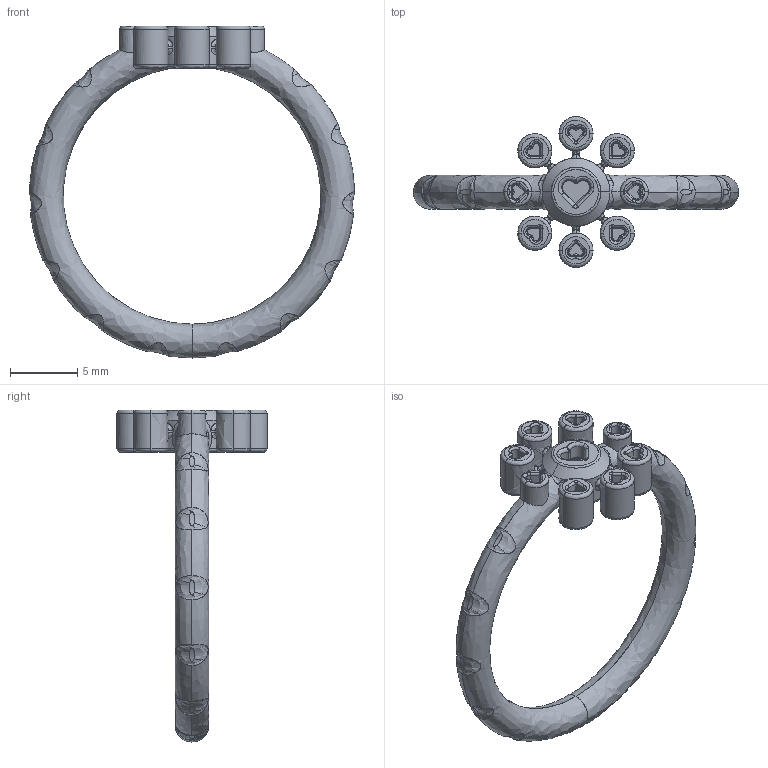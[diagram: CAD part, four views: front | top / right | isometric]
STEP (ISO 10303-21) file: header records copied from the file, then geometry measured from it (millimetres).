
FILE_DESCRIPTION(('FreeCAD Model'),'2;1');
FILE_NAME('Open CASCADE Shape Model','2025-05-04T07:05:22',('FreeCAD'),( 'FreeCAD'),'Open CASCADE STEP processor 7.6','FreeCAD','Unknown');
FILE_SCHEMA(('AUTOMOTIVE_DESIGN { 1 0 10303 214 1 1 1 1 }'));
Products named in the file (1): Open CASCADE STEP translator 7.6 1
Bounding box: 24.18 x 11.2 x 24.69 mm (x, y, z)
Surface area: 831.9 mm2 (no closed solid volume)
Topology: 0 solids, 451 shells, 451 faces, 3691 edges, 3665 vertices
Faces by surface type: bspline 451
Entity records: 51790 total; most frequent: CARTESIAN_POINT 35731, ORIENTED_EDGE 3665, EDGE_CURVE 3665, VERTEX_POINT 3665, B_SPLINE_CURVE_WITH_KNOTS 2707, FACE_BOUND 466, EDGE_LOOP 466, SHELL_BASED_SURFACE_MODEL 451
